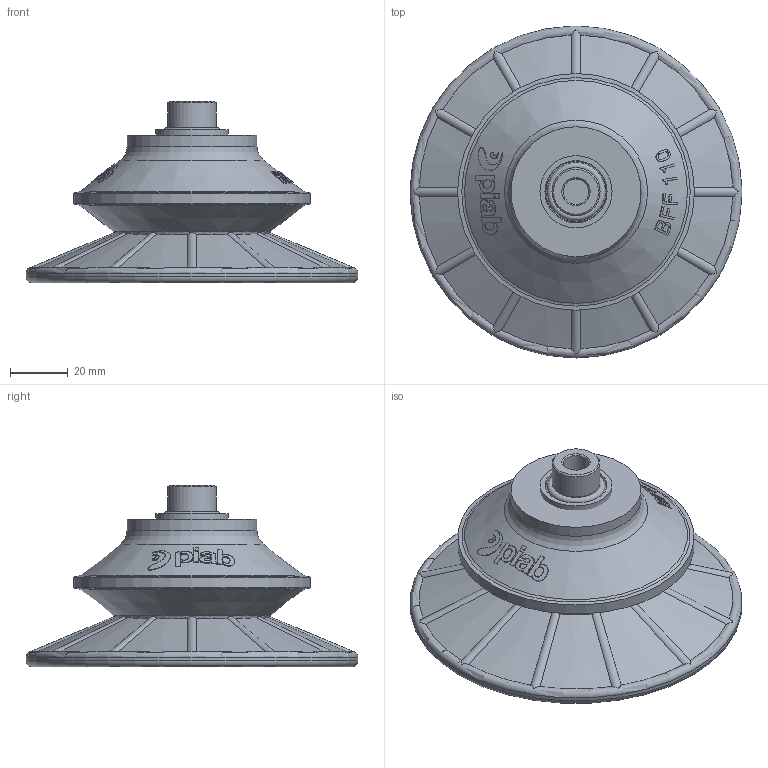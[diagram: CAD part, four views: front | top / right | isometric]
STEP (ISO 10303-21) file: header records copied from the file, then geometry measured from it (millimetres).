
FILE_DESCRIPTION( ( 'Unknown' ), '1' );
FILE_NAME( 'SE-0414492.stp', 'Unknown', ( 'Unknown' ), ( 'Unknown' ), 'PSStep 17.0.49', 'Unknown', ' ' );
FILE_SCHEMA( ( 'AUTOMOTIVE_DESIGN { 1 0 10303 214 1 1 1 1 }' ) );
Length unit declared in the file: millimetre
Products named in the file (5): Assem1; SE-0414484; SE-0408103; 3113636; SE-0407007
Assembly tree (4 placements, depth 2):
  Assem1
    SE-0414484
    SE-0408103
    3113636
    SE-0407007
Bounding box: 115 x 115 x 62.8 mm (x, y, z)
Volume: 211814.7 mm3; surface area: 44514.2 mm2
Topology: 4 solids, 5 shells, 291 faces, 756 edges, 504 vertices
Faces by surface type: bspline 166, cone 43, plane 39, cylinder 34, torus 9
Full cylindrical faces by diameter (mm): 8.8 x1, 10.3 x2, 11 x1, 13.843 x1, 14.8 x2, 14.95 x1, 16.6 x1, 16.662 x2, 17 x1, 19 x2, 21.5 x1, 22 x1, 23 x1, 24.5 x1, 25 x1, 45 x1, 82 x1, 115 x1
Entity records: 17590 total; most frequent: CARTESIAN_POINT 9715, ORIENTED_EDGE 1388, EDGE_CURVE 694, DIRECTION 550, B_SPLINE_CURVE_WITH_KNOTS 500, VERTEX_POINT 489, EDGE_LOOP 372, FACE_OUTER_BOUND 322
